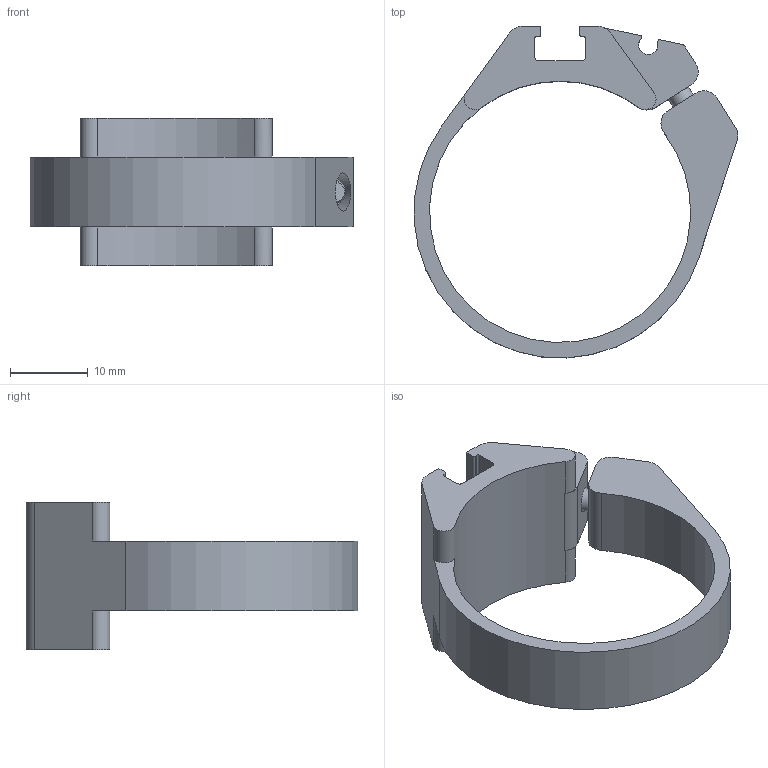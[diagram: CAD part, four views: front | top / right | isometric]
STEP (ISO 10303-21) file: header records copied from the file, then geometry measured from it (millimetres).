
FILE_DESCRIPTION(/* description */ ('STEP AP214'),/* implementation_level */ '2;1');
FILE_NAME(/* name */ '175097_SMBR-8-32',/* time_stamp */ '2024-09-10T14:44:46+02:00',/* author */ ('License CC BY-ND 4.0'),/* organization */ ('CADENAS'),/* preprocessor_version */ 'ST-DEVELOPER v19.3',/* originating_system */ 'PARTsolutions',/* authorisation */ ' ');
FILE_SCHEMA (('AUTOMOTIVE_DESIGN {1 0 10303 214 3 1 1}'));
Length unit declared in the file: millimetre
Products named in the file (1): 175097 SMBR-8-32
Bounding box: 41.62 x 42.68 x 19 mm (x, y, z)
Volume: 4899.4 mm3; surface area: 4251.9 mm2
Topology: 1 solids, 1 shells, 73 faces, 195 edges, 129 vertices
Faces by surface type: plane 37, cylinder 32, cone 3, torus 1
Full cylindrical faces by diameter (mm): 3 x2, 3.1 x2, 4.9 x1, 6.2 x1
Entity records: 2270 total; most frequent: CARTESIAN_POINT 420, DIRECTION 396, ORIENTED_EDGE 362, EDGE_CURVE 181, AXIS2_PLACEMENT_3D 151, VERTEX_POINT 125, LINE 94, VECTOR 94
